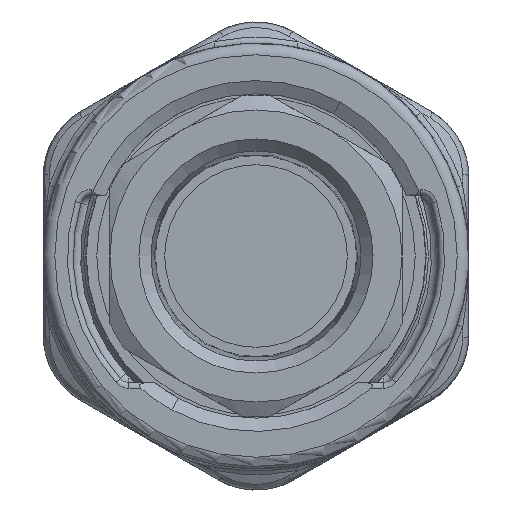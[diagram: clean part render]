
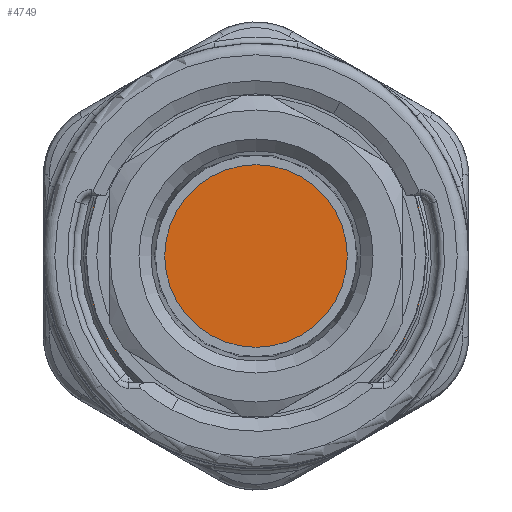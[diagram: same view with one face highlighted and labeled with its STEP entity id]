
A CAD part, front view. The second image highlights one B-rep face of the part: STEP entity #4749.
In plain terms, the highlighted planar face has unit normal (0, -1, 0).
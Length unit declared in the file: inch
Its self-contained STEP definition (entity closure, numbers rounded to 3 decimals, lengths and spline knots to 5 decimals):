
#876=FACE_OUTER_BOUND('',#1188,.T.);
#1188=EDGE_LOOP('',(#2942));
#1514=CIRCLE('',#5088,0.58268);
#1802=VERTEX_POINT('',#7059);
#2224=EDGE_CURVE('',#1802,#1802,#1514,.T.);
#2942=ORIENTED_EDGE('',*,*,#2224,.F.);
#4378=PLANE('',#5087);
#4749=ADVANCED_FACE('',(#876),#4378,.F.);
#5087=AXIS2_PLACEMENT_3D('',#7058,#5693,#5694);
#5088=AXIS2_PLACEMENT_3D('',#7060,#5695,#5696);
#5693=DIRECTION('center_axis',(0.,1.,0.));
#5694=DIRECTION('ref_axis',(1.,0.,0.));
#5695=DIRECTION('center_axis',(0.,1.,0.));
#5696=DIRECTION('ref_axis',(0.,0.,-1.));
#7058=CARTESIAN_POINT('Origin',(0.,0.,0.58268));
#7059=CARTESIAN_POINT('',(0.,0.,-0.58268));
#7060=CARTESIAN_POINT('Origin',(0.,0.,0.));
